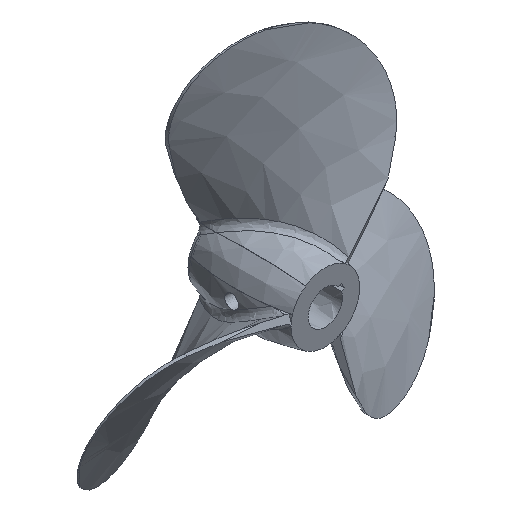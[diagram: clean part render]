
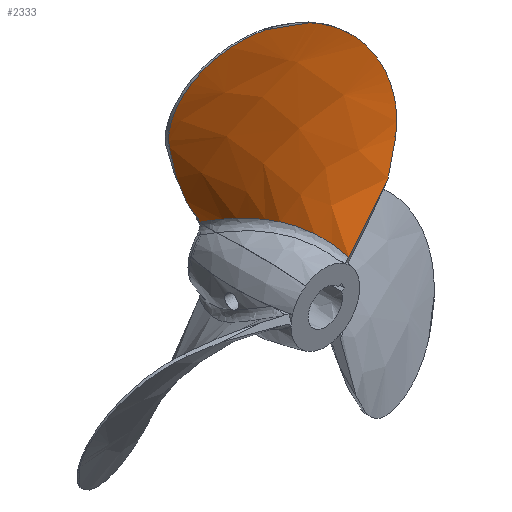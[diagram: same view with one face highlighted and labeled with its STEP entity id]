
A CAD part, isometric view. The second image highlights one B-rep face of the part: STEP entity #2333.
In plain terms, the highlighted free-form (B-spline) face has degree [3, 3] with [4, 7] control points.
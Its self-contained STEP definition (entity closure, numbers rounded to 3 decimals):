
#2228 = VERTEX_POINT('',#2229);
#2229 = CARTESIAN_POINT('',(7.375,-16.077,
    9.878));
#2240 = EDGE_CURVE('',#2228,#2241,#2243,.T.);
#2241 = VERTEX_POINT('',#2242);
#2242 = CARTESIAN_POINT('',(-7.26,15.743,
    10.794));
#2243 = B_SPLINE_CURVE_WITH_KNOTS('',3,(#2244,#2245,#2246,#2247,#2248,
    #2249,#2250,#2251),.UNSPECIFIED.,.F.,.F.,(4,1,1,1,1,4),(
    0.,0.462,1.448,1.941,
    2.434,3.417),.UNSPECIFIED.);
#2244 = CARTESIAN_POINT('',(7.375,-16.077,
    9.878));
#2245 = CARTESIAN_POINT('',(7.138,-14.574,
    10.663));
#2246 = CARTESIAN_POINT('',(5.943,-9.91,
    12.973));
#2247 = CARTESIAN_POINT('',(2.789,-3.717,
    14.925));
#2248 = CARTESIAN_POINT('',(-0.808,2.365,
    15.153));
#2249 = CARTESIAN_POINT('',(-4.341,8.432,
    14.25));
#2250 = CARTESIAN_POINT('',(-6.42,12.848,
    12.361));
#2251 = CARTESIAN_POINT('',(-7.26,15.743,
    10.794));
#2333 = ADVANCED_FACE('',(#2334),#2423,.T.);
#2334 = FACE_BOUND('',#2335,.T.);
#2335 = EDGE_LOOP('',(#2336,#2337,#2344,#2353,#2370,#2379,#2396,#2405,
    #2414));
#2336 = ORIENTED_EDGE('',*,*,#2240,.F.);
#2337 = ORIENTED_EDGE('',*,*,#2338,.T.);
#2338 = EDGE_CURVE('',#2228,#2339,#2341,.T.);
#2339 = VERTEX_POINT('',#2340);
#2340 = CARTESIAN_POINT('',(20.653,-15.145,
    24.217));
#2341 = B_SPLINE_CURVE_WITH_KNOTS('',1,(#2342,#2343),.UNSPECIFIED.,.F.,
  .F.,(2,2),(0.,18.205),
  .PIECEWISE_BEZIER_KNOTS.);
#2342 = CARTESIAN_POINT('',(7.375,-16.077,
    9.878));
#2343 = CARTESIAN_POINT('',(20.653,-15.145,
    24.217));
#2344 = ORIENTED_EDGE('',*,*,#2345,.T.);
#2345 = EDGE_CURVE('',#2339,#2346,#2348,.T.);
#2346 = VERTEX_POINT('',#2347);
#2347 = CARTESIAN_POINT('',(24.844,-13.254,
    32.165));
#2348 = B_SPLINE_CURVE_WITH_KNOTS('',3,(#2349,#2350,#2351,#2352),
  .UNSPECIFIED.,.F.,.F.,(4,4),(-0.906,-0.051),
  .PIECEWISE_BEZIER_KNOTS.);
#2349 = CARTESIAN_POINT('',(20.653,-15.145,
    24.217));
#2350 = CARTESIAN_POINT('',(22.179,-14.497,
    26.791));
#2351 = CARTESIAN_POINT('',(23.579,-13.871,
    29.444));
#2352 = CARTESIAN_POINT('',(24.844,-13.254,
    32.165));
#2353 = ORIENTED_EDGE('',*,*,#2354,.T.);
#2354 = EDGE_CURVE('',#2346,#2355,#2357,.T.);
#2355 = VERTEX_POINT('',#2356);
#2356 = CARTESIAN_POINT('',(11.643,0.355,
    63.052));
#2357 = B_SPLINE_CURVE_WITH_KNOTS('',3,(#2358,#2359,#2360,#2361,#2362,
    #2363,#2364,#2365,#2366,#2367,#2368,#2369),.UNSPECIFIED.,.F.,.F.,(4,
    2,2,2,2,4),(-3.766,-3.616,-2.749,
    -1.865,-0.973,0.),.UNSPECIFIED.);
#2358 = CARTESIAN_POINT('',(24.844,-13.254,
    32.165));
#2359 = CARTESIAN_POINT('',(25.059,-13.15,
    32.627));
#2360 = CARTESIAN_POINT('',(25.26,-13.037,
    33.1));
#2361 = CARTESIAN_POINT('',(26.526,-12.215,
    36.393));
#2362 = CARTESIAN_POINT('',(27.022,-11.313,
    39.36));
#2363 = CARTESIAN_POINT('',(26.86,-9.312,
    45.294));
#2364 = CARTESIAN_POINT('',(26.183,-8.218,
    48.222));
#2365 = CARTESIAN_POINT('',(23.755,-5.933,
    53.637));
#2366 = CARTESIAN_POINT('',(22.013,-4.756,56.08
    ));
#2367 = CARTESIAN_POINT('',(17.504,-2.255,
    60.328));
#2368 = CARTESIAN_POINT('',(14.703,-0.95,
    62.012));
#2369 = CARTESIAN_POINT('',(11.643,0.355,
    63.052));
#2370 = ORIENTED_EDGE('',*,*,#2371,.F.);
#2371 = EDGE_CURVE('',#2372,#2355,#2374,.T.);
#2372 = VERTEX_POINT('',#2373);
#2373 = CARTESIAN_POINT('',(1.72,4.352,
    64.095));
#2374 = B_SPLINE_CURVE_WITH_KNOTS('',3,(#2375,#2376,#2377,#2378),
  .UNSPECIFIED.,.F.,.F.,(4,4),(0.557,0.713),
  .PIECEWISE_BEZIER_KNOTS.);
#2375 = CARTESIAN_POINT('',(1.72,4.352,64.097
    ));
#2376 = CARTESIAN_POINT('',(5.048,3.02,
    64.007));
#2377 = CARTESIAN_POINT('',(8.369,1.687,
    63.656));
#2378 = CARTESIAN_POINT('',(11.643,0.355,
    63.051));
#2379 = ORIENTED_EDGE('',*,*,#2380,.T.);
#2380 = EDGE_CURVE('',#2372,#2381,#2383,.T.);
#2381 = VERTEX_POINT('',#2382);
#2382 = CARTESIAN_POINT('',(-17.614,15.12,
    36.627));
#2383 = B_SPLINE_CURVE_WITH_KNOTS('',3,(#2384,#2385,#2386,#2387,#2388,
    #2389,#2390,#2391,#2392,#2393,#2394,#2395),.UNSPECIFIED.,.F.,.F.,(4,
    2,2,2,2,4),(-9.375,-8.481,-7.477,
    -6.121,-4.82,-3.797),.UNSPECIFIED.);
#2384 = CARTESIAN_POINT('',(1.72,4.352,64.095
    ));
#2385 = CARTESIAN_POINT('',(-0.241,5.118,
    63.862));
#2386 = CARTESIAN_POINT('',(-2.169,5.869,
    63.372));
#2387 = CARTESIAN_POINT('',(-6.085,7.434,
    61.803));
#2388 = CARTESIAN_POINT('',(-8.03,8.235,
    60.667));
#2389 = CARTESIAN_POINT('',(-12.148,10.054,
    57.348));
#2390 = CARTESIAN_POINT('',(-14.124,11.033,
    54.967));
#2391 = CARTESIAN_POINT('',(-16.952,12.773,
    49.623));
#2392 = CARTESIAN_POINT('',(-17.822,13.529,
    46.73));
#2393 = CARTESIAN_POINT('',(-18.31,14.587,
    41.365));
#2394 = CARTESIAN_POINT('',(-18.151,14.945,
    38.964));
#2395 = CARTESIAN_POINT('',(-17.614,15.12,
    36.627));
#2396 = ORIENTED_EDGE('',*,*,#2397,.T.);
#2397 = EDGE_CURVE('',#2381,#2398,#2400,.T.);
#2398 = VERTEX_POINT('',#2399);
#2399 = CARTESIAN_POINT('',(-11.24,16.121,
    18.266));
#2400 = B_SPLINE_CURVE_WITH_KNOTS('',3,(#2401,#2402,#2403,#2404),
  .UNSPECIFIED.,.F.,.F.,(4,4),(-1.425,0.),
  .PIECEWISE_BEZIER_KNOTS.);
#2401 = CARTESIAN_POINT('',(-17.614,15.12,
    36.627));
#2402 = CARTESIAN_POINT('',(-15.877,15.686,
    29.07));
#2403 = CARTESIAN_POINT('',(-13.425,16.066,
    22.88));
#2404 = CARTESIAN_POINT('',(-11.24,16.121,
    18.266));
#2405 = ORIENTED_EDGE('',*,*,#2406,.T.);
#2406 = EDGE_CURVE('',#2398,#2407,#2409,.T.);
#2407 = VERTEX_POINT('',#2408);
#2408 = CARTESIAN_POINT('',(-10.177,16.121,
    16.099));
#2409 = B_SPLINE_CURVE_WITH_KNOTS('',3,(#2410,#2411,#2412,#2413),
  .UNSPECIFIED.,.F.,.F.,(4,4),(-0.94,-0.715),
  .PIECEWISE_BEZIER_KNOTS.);
#2410 = CARTESIAN_POINT('',(-11.24,16.121,
    18.266));
#2411 = CARTESIAN_POINT('',(-10.889,16.121,
    17.542));
#2412 = CARTESIAN_POINT('',(-10.534,16.121,
    16.82));
#2413 = CARTESIAN_POINT('',(-10.177,16.121,
    16.099));
#2414 = ORIENTED_EDGE('',*,*,#2415,.T.);
#2415 = EDGE_CURVE('',#2407,#2241,#2416,.T.);
#2416 = B_SPLINE_CURVE_WITH_KNOTS('',3,(#2417,#2418,#2419,#2420,#2421,
    #2422),.UNSPECIFIED.,.F.,.F.,(4,2,4),(-0.675,-0.643
    ,-0.203),.UNSPECIFIED.);
#2417 = CARTESIAN_POINT('',(-10.177,16.121,
    16.099));
#2418 = CARTESIAN_POINT('',(-10.112,16.119,
    15.97));
#2419 = CARTESIAN_POINT('',(-10.046,16.117,
    15.841));
#2420 = CARTESIAN_POINT('',(-9.074,16.08,
    13.946));
#2421 = CARTESIAN_POINT('',(-8.142,15.978,
    12.278));
#2422 = CARTESIAN_POINT('',(-7.26,15.743,
    10.794));
#2423 = B_SPLINE_SURFACE_WITH_KNOTS('',3,3,(
    (#2424,#2425,#2426,#2427,#2428,#2429,#2430)
    ,(#2431,#2432,#2433,#2434,#2435,#2436,#2437)
    ,(#2438,#2439,#2440,#2441,#2442,#2443,#2444)
    ,(#2445,#2446,#2447,#2448,#2449,#2450,#2451
  )),.UNSPECIFIED.,.F.,.F.,.F.,(4,4),(4,1,1,1,4),(0.,
    4.83),(0.009,0.187,0.544,
    0.9,1.257),.UNSPECIFIED.);
#2424 = CARTESIAN_POINT('',(-31.895,18.398,
    55.623));
#2425 = CARTESIAN_POINT('',(-28.591,16.874,
    57.517));
#2426 = CARTESIAN_POINT('',(-18.174,12.302,
    62.321));
#2427 = CARTESIAN_POINT('',(0.912,4.683,65.486
    ));
#2428 = CARTESIAN_POINT('',(23.702,-4.461,
    61.051));
#2429 = CARTESIAN_POINT('',(36.908,-10.557,
    52.981));
#2430 = CARTESIAN_POINT('',(42.6,-13.604,
    47.92));
#2431 = CARTESIAN_POINT('',(-23.604,17.574,
    40.459));
#2432 = CARTESIAN_POINT('',(-21.201,16.05,
    41.861));
#2433 = CARTESIAN_POINT('',(-13.617,11.478,
    45.427));
#2434 = CARTESIAN_POINT('',(0.308,3.859,
    47.844));
#2435 = CARTESIAN_POINT('',(16.981,-5.285,
    44.728));
#2436 = CARTESIAN_POINT('',(26.672,-11.381,
    38.906));
#2437 = CARTESIAN_POINT('',(30.859,-14.429,
    35.24));
#2438 = CARTESIAN_POINT('',(-15.313,16.75,
    25.296));
#2439 = CARTESIAN_POINT('',(-13.81,15.226,
    26.206));
#2440 = CARTESIAN_POINT('',(-9.06,10.654,
    28.534));
#2441 = CARTESIAN_POINT('',(-0.295,3.034,
    30.202));
#2442 = CARTESIAN_POINT('',(10.26,-6.109,
    28.406));
#2443 = CARTESIAN_POINT('',(16.437,-12.205,
    24.83));
#2444 = CARTESIAN_POINT('',(19.117,-15.253,
    22.559));
#2445 = CARTESIAN_POINT('',(-7.022,15.926,
    10.133));
#2446 = CARTESIAN_POINT('',(-6.42,14.402,
    10.55));
#2447 = CARTESIAN_POINT('',(-4.503,9.83,
    11.641));
#2448 = CARTESIAN_POINT('',(-0.899,2.21,
    12.56));
#2449 = CARTESIAN_POINT('',(3.54,-6.933,
    12.084));
#2450 = CARTESIAN_POINT('',(6.202,-13.029,10.754
    ));
#2451 = CARTESIAN_POINT('',(7.375,-16.077,
    9.878));
